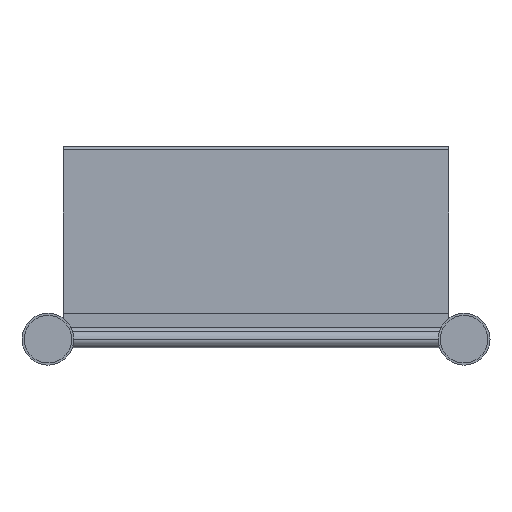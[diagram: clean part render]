
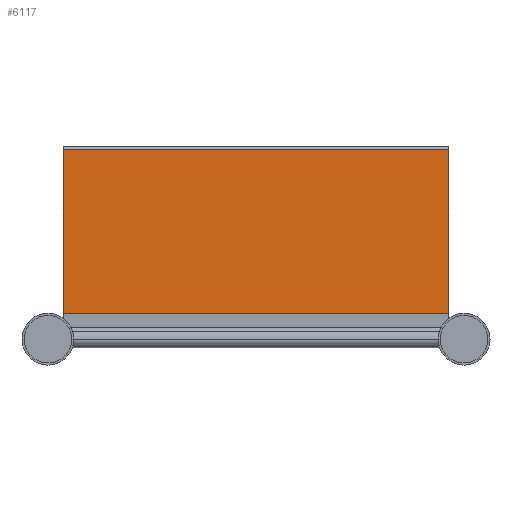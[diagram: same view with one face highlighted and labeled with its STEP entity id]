
A CAD part, front view. The second image highlights one B-rep face of the part: STEP entity #6117.
In plain terms, the highlighted planar face has unit normal (0, -1, 0).
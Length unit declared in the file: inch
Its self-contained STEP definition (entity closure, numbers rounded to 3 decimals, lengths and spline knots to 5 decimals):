
#5178=DIRECTION('',(0.,0.,-1.));
#5179=VECTOR('',#5178,7.29183);
#5180=CARTESIAN_POINT('',(0.59055,1.34433,7.29125));
#5181=LINE('',#5180,#5179);
#5480=DIRECTION('',(0.,0.,-1.));
#5481=VECTOR('',#5480,7.29183);
#5482=CARTESIAN_POINT('',(15.43307,1.34433,7.29125));
#5483=LINE('',#5482,#5481);
#5533=DIRECTION('',(1.,0.,0.));
#5534=VECTOR('',#5533,14.84252);
#5535=CARTESIAN_POINT('',(0.59055,1.34433,7.29125));
#5536=LINE('',#5535,#5534);
#5537=DIRECTION('',(-1.,0.,0.));
#5538=VECTOR('',#5537,14.84252);
#5539=CARTESIAN_POINT('',(15.43307,1.34433,
-0.00057));
#5540=LINE('',#5539,#5538);
#5545=CARTESIAN_POINT('',(0.59055,1.34433,
-0.00057));
#5547=VERTEX_POINT('',#5545);
#5549=CARTESIAN_POINT('',(15.43307,1.34433,
-0.00057));
#5551=VERTEX_POINT('',#5549);
#5553=CARTESIAN_POINT('',(0.59055,1.34433,7.29125));
#5554=VERTEX_POINT('',#5553);
#5565=CARTESIAN_POINT('',(15.43307,1.34433,7.29125));
#5566=VERTEX_POINT('',#5565);
#6104=CARTESIAN_POINT('',(0.59055,1.34433,7.29125));
#6105=DIRECTION('',(0.,-1.,0.));
#6106=DIRECTION('',(0.,0.,-1.));
#6107=AXIS2_PLACEMENT_3D('',#6104,#6105,#6106);
#6108=PLANE('',#6107);
#6109=ORIENTED_EDGE('',*,*,#5670,.F.);
#6111=ORIENTED_EDGE('',*,*,#6110,.T.);
#6112=ORIENTED_EDGE('',*,*,#5966,.T.);
#6114=ORIENTED_EDGE('',*,*,#6113,.T.);
#6115=EDGE_LOOP('',(#6109,#6111,#6112,#6114));
#6116=FACE_OUTER_BOUND('',#6115,.F.);
#6117=ADVANCED_FACE('',(#6116),#6108,.T.);
#5670=EDGE_CURVE('',#5554,#5547,#5181,.T.);
#5966=EDGE_CURVE('',#5566,#5551,#5483,.T.);
#6110=EDGE_CURVE('',#5554,#5566,#5536,.T.);
#6113=EDGE_CURVE('',#5551,#5547,#5540,.T.);
